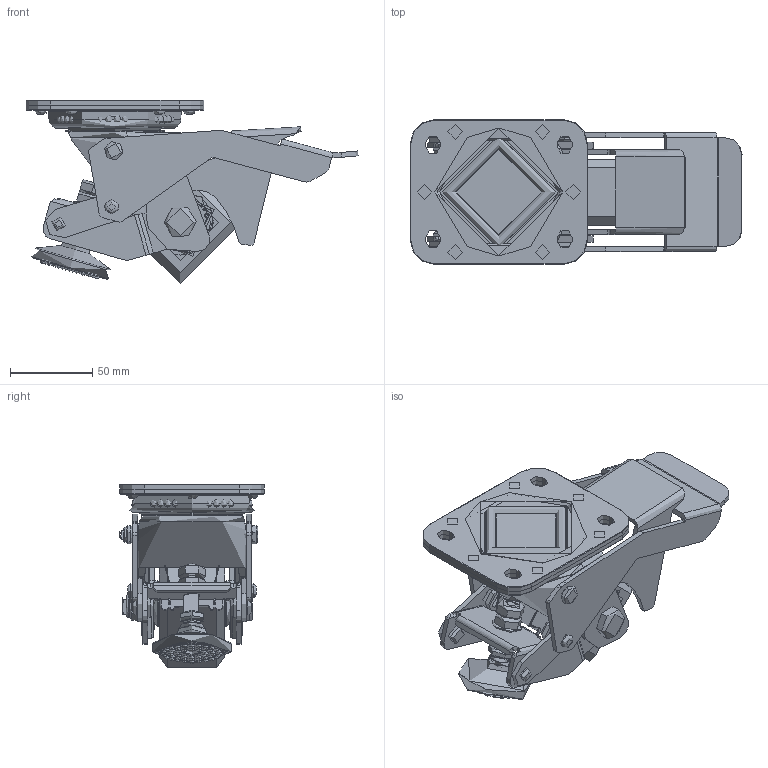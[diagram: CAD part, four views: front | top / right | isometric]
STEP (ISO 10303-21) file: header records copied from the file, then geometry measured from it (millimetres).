
FILE_DESCRIPTION(/* description */ ('','CAx-IF Rec.Pracs.---Representation and Presentation of Product Manufacturing Information (PMI)---4.0---2014-10-13'),/* implementation_level */ '2;1');
FILE_NAME(/* name */ 'BZLC75NYBJ.step',/* time_stamp */ '2024-12-17T11:07:40Z',/* author */ (''),/* organization */ (''),/* preprocessor_version */ 'ST-DEVELOPER v20',/* originating_system */ 'Autodesk Translation Framework v13.20.0.188',/* authorisation */ '');
FILE_SCHEMA (('AP242_MANAGED_MODEL_BASED_3D_ENGINEERING_MIM_LF { 1 0 10303 442 1 1 4 }'));
Products named in the file (134): BZLC75NYBJ; BZLC75NYBJ v1 (1); ZINC PLATED PRESSED STEEL BRACKET; BRAKE PEDAL2; BRAKE PEDAL; BRAKE PEDAL Geometry; Component21; Component15; Component12; TOP PLATE; Component3; Component4; Component38; Component39; Component40; Component41; Component42; Component43; FORKS; FORKS Geometry; Component24; Component25; Component26; Component27; Component28; Component29; Component30; Component31; Component32; Component33; Component34; Component35; Component36; Component37; Component19; Component20; Component16; Component17; Component10; Component6 ...
Assembly tree (134 placements, depth 5):
  BZLC75NYBJ
    BZLC75NYBJ v1 (1)
      ZINC PLATED PRESSED STEEL BRACKET
        BRAKE PEDAL2
        BRAKE PEDAL
          BRAKE PEDAL Geometry
          Component21
          Component15
          Component12
        TOP PLATE
          Component3
          Component4
          Component38
          Component39
          Component40
          Component41
          Component42
          Component43
        FORKS
          FORKS Geometry
          Component24
          Component25
          Component26
          Component27
          Component28
          Component29
          Component30
          Component31
          Component32
          Component33
          Component34
          Component35
          Component36
          Component37
          Component19
          Component20
          Component16
          Component17
          Component10
        Component6
        Component8
        Component9
        BALL BEARINGS
          Component44
          Component45
          Component46
          Component47
          Component48
          Component49
          Component50
          Component51
          Component52
          Component53
          Component54
          Component55
          Component56
          Component57
          Component58
          Component59
          Component60
Bounding box: 201.74 x 88 x 111.61 mm (x, y, z)
Volume: 391266.9 mm3; surface area: 226839.4 mm2
Topology: 128 solids, 128 shells, 1704 faces, 4434 edges, 2901 vertices
Faces by surface type: plane 565, bspline 429, cylinder 418, sphere 144, cone 87, torus 61
Full cylindrical faces by diameter (mm): 2.3 x2, 5 x18, 5.3 x18, 5.6 x4, 6 x17, 6.2 x6, 6.3 x8, 7 x2, 7.7 x6, 8 x6, 8.1 x4, 8.5 x51, 8.6 x4, 9.293 x1, 10 x40, 10.157 x1, 10.4 x1, 10.5 x2, 12 x6, 12.3 x2, 12.4 x2, 13.06 x1, 13.8 x4, 14.157 x1, 19.8 x2, 20 x2, 25 x2, 28 x4, 40 x5, 40.2 x1
Entity records: 93434 total; most frequent: CARTESIAN_POINT 57759, ORIENTED_EDGE 6714, DIRECTION 6458, EDGE_CURVE 3357, AXIS2_PLACEMENT_3D 2516, VERTEX_POINT 2337, EDGE_LOOP 1638, LINE 1426
